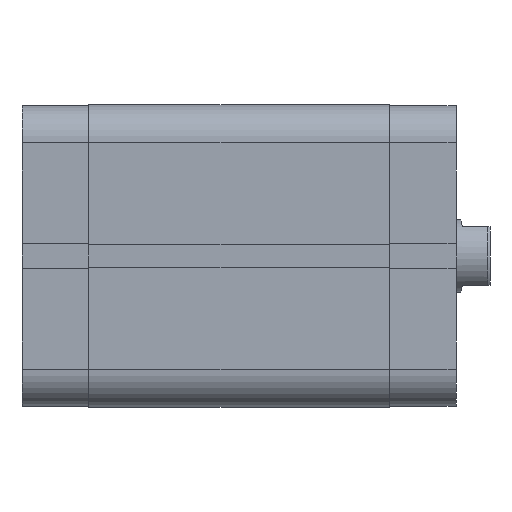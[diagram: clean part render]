
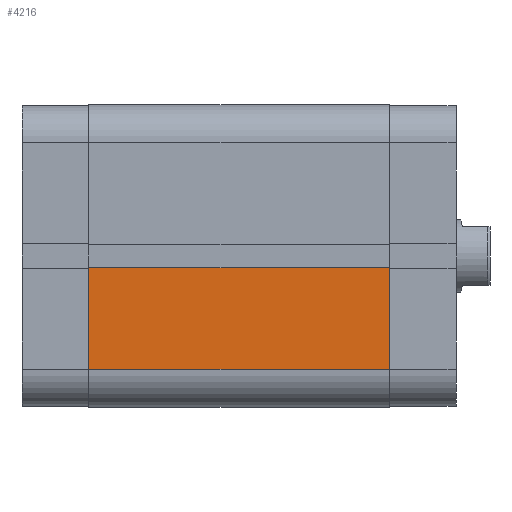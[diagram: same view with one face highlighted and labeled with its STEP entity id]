
A CAD part, front view. The second image highlights one B-rep face of the part: STEP entity #4216.
In plain terms, the highlighted planar face has unit normal (0, -1, 0).
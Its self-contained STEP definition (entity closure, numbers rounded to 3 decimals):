
#149 = ORIENTED_EDGE ( 'NONE', *, *, #2494, .T. ) ;
#239 = ORIENTED_EDGE ( 'NONE', *, *, #2520, .F. ) ;
#240 = ORIENTED_EDGE ( 'NONE', *, *, #2501, .F. ) ;
#304 = CARTESIAN_POINT ( 'NONE',  ( -2.6, -33.5, 0. ) ) ;
#306 = CARTESIAN_POINT ( 'NONE',  ( -25., -33.5, 0. ) ) ;
#307 = CARTESIAN_POINT ( 'NONE',  ( -25., -33.5, 66.5 ) ) ;
#328 = CARTESIAN_POINT ( 'NONE',  ( -2.6, -33.5, 66.5 ) ) ;
#368 = VERTEX_POINT ( 'NONE', #328 ) ;
#389 = VERTEX_POINT ( 'NONE', #307 ) ;
#390 = VERTEX_POINT ( 'NONE', #306 ) ;
#392 = VERTEX_POINT ( 'NONE', #304 ) ;
#883 = EDGE_LOOP ( 'NONE', ( #6609, #239, #240, #149 ) ) ;
#1771 = VECTOR ( 'NONE', #5227, 1000. ) ;
#1781 = LINE ( 'NONE', #5218, #1771 ) ;
#1784 = VECTOR ( 'NONE', #5242, 1000. ) ;
#1785 = LINE ( 'NONE', #5241, #1784 ) ;
#1827 = LINE ( 'NONE', #5281, #1828 ) ;
#1828 = VECTOR ( 'NONE', #5282, 1000. ) ;
#1829 = LINE ( 'NONE', #5283, #1830 ) ;
#1830 = VECTOR ( 'NONE', #5284, 1000. ) ;
#2494 = EDGE_CURVE ( 'NONE', #389, #390, #1781, .T. ) ;
#2501 = EDGE_CURVE ( 'NONE', #389, #368, #1785, .T. ) ;
#2520 = EDGE_CURVE ( 'NONE', #368, #392, #1827, .T. ) ;
#2521 = EDGE_CURVE ( 'NONE', #390, #392, #1829, .T. ) ;
#3058 = AXIS2_PLACEMENT_3D ( 'NONE', #6261, #6264, #6265 ) ;
#3938 = FACE_OUTER_BOUND ( 'NONE', #883, .T. ) ;
#4216 = ADVANCED_FACE ( 'NONE', ( #3938 ), #6262, .F. ) ;
#5218 = CARTESIAN_POINT ( 'NONE',  ( -25., -33.5, 66.5 ) ) ;
#5227 = DIRECTION ( 'NONE',  ( 0., 0., -1. ) ) ;
#5241 = CARTESIAN_POINT ( 'NONE',  ( 0., -33.5, 66.5 ) ) ;
#5242 = DIRECTION ( 'NONE',  ( 1., 0., 0. ) ) ;
#5281 = CARTESIAN_POINT ( 'NONE',  ( -2.6, -33.5, 66.5 ) ) ;
#5282 = DIRECTION ( 'NONE',  ( 0., 0., -1. ) ) ;
#5283 = CARTESIAN_POINT ( 'NONE',  ( 0., -33.5, 0. ) ) ;
#5284 = DIRECTION ( 'NONE',  ( 1., 0., 0. ) ) ;
#6261 = CARTESIAN_POINT ( 'NONE',  ( 0., -33.5, 66.5 ) ) ;
#6262 = PLANE ( 'NONE',  #3058 ) ;
#6264 = DIRECTION ( 'NONE',  ( 0., 1., 0. ) ) ;
#6265 = DIRECTION ( 'NONE',  ( 0., 0., 1. ) ) ;
#6609 = ORIENTED_EDGE ( 'NONE', *, *, #2521, .T. ) ;
